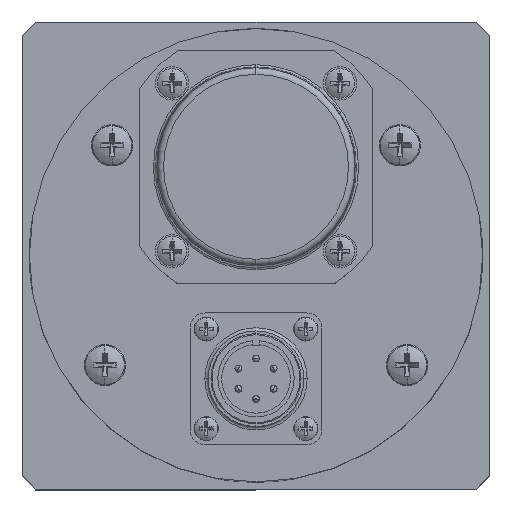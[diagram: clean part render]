
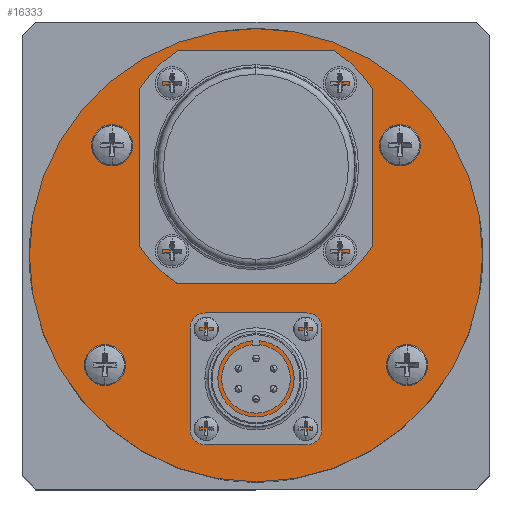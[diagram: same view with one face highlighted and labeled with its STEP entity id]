
A CAD part, top view. The second image highlights one B-rep face of the part: STEP entity #16333.
In plain terms, the highlighted planar face has unit normal (0, 0, 1).
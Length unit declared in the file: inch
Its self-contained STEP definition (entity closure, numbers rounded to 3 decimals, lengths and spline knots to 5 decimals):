
#10892 = CARTESIAN_POINT ( 'NONE',  ( -2.0625, 0., 6.53 ) ) ;
#10893 = CARTESIAN_POINT ( 'NONE',  ( 0., 0., 6.53 ) ) ;
#10895 = DIRECTION ( 'NONE',  ( 1., 0., 0. ) ) ;
#10896 = DIRECTION ( 'NONE',  ( 0., 0., 1. ) ) ;
#10897 = AXIS2_PLACEMENT_3D ( 'NONE', #10893, #10896, #10895 ) ;
#10898 = CIRCLE ( 'NONE', #10897, 2.0625 ) ;
#10963 = CARTESIAN_POINT ( 'NONE',  ( 2.0625, 0., 6.53 ) ) ;
#15793 = EDGE_CURVE ( 'NONE', #15800, #15794, #10898, .T. ) ;
#15794 = VERTEX_POINT ( 'NONE', #10892 ) ;
#15800 = VERTEX_POINT ( 'NONE', #10963 ) ;
#16243 = ORIENTED_EDGE ( 'NONE', *, *, #16244, .F. ) ;
#16244 = EDGE_CURVE ( 'NONE', #16245, #16246, #17495, .T. ) ;
#16245 = VERTEX_POINT ( 'NONE', #17490 ) ;
#16246 = VERTEX_POINT ( 'NONE', #17489 ) ;
#16247 = ORIENTED_EDGE ( 'NONE', *, *, #16248, .F. ) ;
#16248 = EDGE_CURVE ( 'NONE', #16246, #16245, #17487, .T. ) ;
#16249 = EDGE_LOOP ( 'NONE', ( #16250, #16254 ) ) ;
#16250 = ORIENTED_EDGE ( 'NONE', *, *, #16251, .F. ) ;
#16251 = EDGE_CURVE ( 'NONE', #16252, #16253, #17482, .T. ) ;
#16252 = VERTEX_POINT ( 'NONE', #17477 ) ;
#16253 = VERTEX_POINT ( 'NONE', #17476 ) ;
#16254 = ORIENTED_EDGE ( 'NONE', *, *, #16255, .F. ) ;
#16255 = EDGE_CURVE ( 'NONE', #16253, #16252, #17474, .T. ) ;
#16256 = EDGE_LOOP ( 'NONE', ( #16257, #16521 ) ) ;
#16257 = ORIENTED_EDGE ( 'NONE', *, *, #16520, .T. ) ;
#16266 = EDGE_CURVE ( 'NONE', #16276, #16267, #17736, .T. ) ;
#16267 = VERTEX_POINT ( 'NONE', #17583 ) ;
#16268 = ORIENTED_EDGE ( 'NONE', *, *, #16269, .F. ) ;
#16269 = EDGE_CURVE ( 'NONE', #16267, #16276, #17581, .T. ) ;
#16270 = EDGE_LOOP ( 'NONE', ( #16243, #16247 ) ) ;
#16273 = ORIENTED_EDGE ( 'NONE', *, *, #16274, .F. ) ;
#16274 = EDGE_CURVE ( 'NONE', #16518, #16517, #17526, .T. ) ;
#16275 = ORIENTED_EDGE ( 'NONE', *, *, #16266, .F. ) ;
#16276 = VERTEX_POINT ( 'NONE', #17521 ) ;
#16332 = EDGE_LOOP ( 'NONE', ( #16334, #16505 ) ) ;
#16333 = ADVANCED_FACE ( 'NONE', ( #17757, #17756, #17755, #17754, #17753, #17752, #17751 ), #17826, .T. ) ;
#16334 = ORIENTED_EDGE ( 'NONE', *, *, #16335, .F. ) ;
#16335 = EDGE_CURVE ( 'NONE', #16336, #16337, #17820, .T. ) ;
#16336 = VERTEX_POINT ( 'NONE', #17816 ) ;
#16337 = VERTEX_POINT ( 'NONE', #17815 ) ;
#16505 = ORIENTED_EDGE ( 'NONE', *, *, #16506, .F. ) ;
#16506 = EDGE_CURVE ( 'NONE', #16337, #16336, #18346, .T. ) ;
#16507 = EDGE_LOOP ( 'NONE', ( #16508, #16512 ) ) ;
#16508 = ORIENTED_EDGE ( 'NONE', *, *, #16509, .F. ) ;
#16509 = EDGE_CURVE ( 'NONE', #16510, #16511, #18341, .T. ) ;
#16510 = VERTEX_POINT ( 'NONE', #18335 ) ;
#16511 = VERTEX_POINT ( 'NONE', #18334 ) ;
#16512 = ORIENTED_EDGE ( 'NONE', *, *, #16513, .F. ) ;
#16513 = EDGE_CURVE ( 'NONE', #16511, #16510, #18332, .T. ) ;
#16514 = EDGE_LOOP ( 'NONE', ( #16515, #16273 ) ) ;
#16515 = ORIENTED_EDGE ( 'NONE', *, *, #16516, .F. ) ;
#16516 = EDGE_CURVE ( 'NONE', #16517, #16518, #18324, .T. ) ;
#16517 = VERTEX_POINT ( 'NONE', #18320 ) ;
#16518 = VERTEX_POINT ( 'NONE', #18319 ) ;
#16519 = EDGE_LOOP ( 'NONE', ( #16275, #16268 ) ) ;
#16520 = EDGE_CURVE ( 'NONE', #15794, #15800, #18317, .T. ) ;
#16521 = ORIENTED_EDGE ( 'NONE', *, *, #15793, .T. ) ;
#17470 = DIRECTION ( 'NONE',  ( 1., 0., 0. ) ) ;
#17471 = DIRECTION ( 'NONE',  ( 0., 0., 1. ) ) ;
#17472 = CARTESIAN_POINT ( 'NONE',  ( 1.375, -1., 6.53 ) ) ;
#17473 = AXIS2_PLACEMENT_3D ( 'NONE', #17472, #17471, #17470 ) ;
#17474 = CIRCLE ( 'NONE', #17473, 0.1875 ) ;
#17476 = CARTESIAN_POINT ( 'NONE',  ( 1.1875, -1., 6.53 ) ) ;
#17477 = CARTESIAN_POINT ( 'NONE',  ( 1.5625, -1., 6.53 ) ) ;
#17478 = DIRECTION ( 'NONE',  ( 1., 0., 0. ) ) ;
#17479 = DIRECTION ( 'NONE',  ( 0., 0., 1. ) ) ;
#17481 = AXIS2_PLACEMENT_3D ( 'NONE', #17488, #17479, #17478 ) ;
#17482 = CIRCLE ( 'NONE', #17481, 0.1875 ) ;
#17483 = DIRECTION ( 'NONE',  ( 1., 0., 0. ) ) ;
#17484 = DIRECTION ( 'NONE',  ( 0., 0., 1. ) ) ;
#17485 = CARTESIAN_POINT ( 'NONE',  ( 1.31, 1., 6.53 ) ) ;
#17486 = AXIS2_PLACEMENT_3D ( 'NONE', #17485, #17484, #17483 ) ;
#17487 = CIRCLE ( 'NONE', #17486, 0.1875 ) ;
#17488 = CARTESIAN_POINT ( 'NONE',  ( 1.375, -1., 6.53 ) ) ;
#17489 = CARTESIAN_POINT ( 'NONE',  ( 1.1225, 1., 6.53 ) ) ;
#17490 = CARTESIAN_POINT ( 'NONE',  ( 1.4975, 1., 6.53 ) ) ;
#17491 = DIRECTION ( 'NONE',  ( 1., 0., 0. ) ) ;
#17492 = DIRECTION ( 'NONE',  ( 0., 0., 1. ) ) ;
#17493 = CARTESIAN_POINT ( 'NONE',  ( 1.31, 1., 6.53 ) ) ;
#17494 = AXIS2_PLACEMENT_3D ( 'NONE', #17493, #17492, #17491 ) ;
#17495 = CIRCLE ( 'NONE', #17494, 0.1875 ) ;
#17521 = CARTESIAN_POINT ( 'NONE',  ( -1.1225, 1., 6.53 ) ) ;
#17522 = DIRECTION ( 'NONE',  ( 1., 0., 0. ) ) ;
#17523 = DIRECTION ( 'NONE',  ( 0., 0., 1. ) ) ;
#17524 = CARTESIAN_POINT ( 'NONE',  ( -1.375, -1., 6.53 ) ) ;
#17525 = AXIS2_PLACEMENT_3D ( 'NONE', #17524, #17523, #17522 ) ;
#17526 = CIRCLE ( 'NONE', #17525, 0.1875 ) ;
#17577 = DIRECTION ( 'NONE',  ( 1., 0., 0. ) ) ;
#17578 = DIRECTION ( 'NONE',  ( 0., 0., 1. ) ) ;
#17579 = CARTESIAN_POINT ( 'NONE',  ( -1.31, 1., 6.53 ) ) ;
#17580 = AXIS2_PLACEMENT_3D ( 'NONE', #17579, #17578, #17577 ) ;
#17581 = CIRCLE ( 'NONE', #17580, 0.1875 ) ;
#17583 = CARTESIAN_POINT ( 'NONE',  ( -1.4975, 1., 6.53 ) ) ;
#17584 = DIRECTION ( 'NONE',  ( 1., 0., 0. ) ) ;
#17585 = DIRECTION ( 'NONE',  ( 0., 0., 1. ) ) ;
#17586 = CARTESIAN_POINT ( 'NONE',  ( -1.31, 1., 6.53 ) ) ;
#17587 = AXIS2_PLACEMENT_3D ( 'NONE', #17586, #17585, #17584 ) ;
#17736 = CIRCLE ( 'NONE', #17587, 0.1875 ) ;
#17751 = FACE_OUTER_BOUND ( 'NONE', #16256, .T. ) ;
#17752 = FACE_BOUND ( 'NONE', #16249, .T. ) ;
#17753 = FACE_BOUND ( 'NONE', #16270, .T. ) ;
#17754 = FACE_BOUND ( 'NONE', #16519, .T. ) ;
#17755 = FACE_BOUND ( 'NONE', #16514, .T. ) ;
#17756 = FACE_BOUND ( 'NONE', #16507, .T. ) ;
#17757 = FACE_BOUND ( 'NONE', #16332, .T. ) ;
#17815 = CARTESIAN_POINT ( 'NONE',  ( -0.3125, -1.125, 6.53 ) ) ;
#17816 = CARTESIAN_POINT ( 'NONE',  ( 0.3125, -1.125, 6.53 ) ) ;
#17817 = DIRECTION ( 'NONE',  ( 1., 0., 0. ) ) ;
#17818 = DIRECTION ( 'NONE',  ( 0., 0., 1. ) ) ;
#17819 = AXIS2_PLACEMENT_3D ( 'NONE', #17825, #17818, #17817 ) ;
#17820 = CIRCLE ( 'NONE', #17819, 0.3125 ) ;
#17821 = DIRECTION ( 'NONE',  ( 1., 0., 0. ) ) ;
#17822 = DIRECTION ( 'NONE',  ( 0., 0., 1. ) ) ;
#17823 = CARTESIAN_POINT ( 'NONE',  ( 0., 0., 6.53 ) ) ;
#17824 = AXIS2_PLACEMENT_3D ( 'NONE', #17823, #17822, #17821 ) ;
#17825 = CARTESIAN_POINT ( 'NONE',  ( 0., -1.125, 6.53 ) ) ;
#17826 = PLANE ( 'NONE',  #17824 ) ;
#18313 = DIRECTION ( 'NONE',  ( 1., 0., 0. ) ) ;
#18314 = DIRECTION ( 'NONE',  ( 0., 0., 1. ) ) ;
#18315 = CARTESIAN_POINT ( 'NONE',  ( 0., 0., 6.53 ) ) ;
#18316 = AXIS2_PLACEMENT_3D ( 'NONE', #18315, #18314, #18313 ) ;
#18317 = CIRCLE ( 'NONE', #18316, 2.0625 ) ;
#18319 = CARTESIAN_POINT ( 'NONE',  ( -1.5625, -1., 6.53 ) ) ;
#18320 = CARTESIAN_POINT ( 'NONE',  ( -1.1875, -1., 6.53 ) ) ;
#18321 = DIRECTION ( 'NONE',  ( 1., 0., 0. ) ) ;
#18322 = DIRECTION ( 'NONE',  ( 0., 0., 1. ) ) ;
#18323 = AXIS2_PLACEMENT_3D ( 'NONE', #18333, #18322, #18321 ) ;
#18324 = CIRCLE ( 'NONE', #18323, 0.1875 ) ;
#18326 = DIRECTION ( 'NONE',  ( 1., 0., 0. ) ) ;
#18328 = DIRECTION ( 'NONE',  ( 0., 0., 1. ) ) ;
#18329 = CARTESIAN_POINT ( 'NONE',  ( 0., 0.8, 6.53 ) ) ;
#18331 = AXIS2_PLACEMENT_3D ( 'NONE', #18329, #18328, #18326 ) ;
#18332 = CIRCLE ( 'NONE', #18331, 0.125 ) ;
#18333 = CARTESIAN_POINT ( 'NONE',  ( -1.375, -1., 6.53 ) ) ;
#18334 = CARTESIAN_POINT ( 'NONE',  ( -0.125, 0.8, 6.53 ) ) ;
#18335 = CARTESIAN_POINT ( 'NONE',  ( 0.125, 0.8, 6.53 ) ) ;
#18336 = DIRECTION ( 'NONE',  ( 1., 0., 0. ) ) ;
#18338 = DIRECTION ( 'NONE',  ( 0., 0., 1. ) ) ;
#18339 = CARTESIAN_POINT ( 'NONE',  ( 0., 0.8, 6.53 ) ) ;
#18340 = AXIS2_PLACEMENT_3D ( 'NONE', #18339, #18338, #18336 ) ;
#18341 = CIRCLE ( 'NONE', #18340, 0.125 ) ;
#18342 = DIRECTION ( 'NONE',  ( 1., 0., 0. ) ) ;
#18343 = DIRECTION ( 'NONE',  ( 0., 0., 1. ) ) ;
#18344 = CARTESIAN_POINT ( 'NONE',  ( 0., -1.125, 6.53 ) ) ;
#18345 = AXIS2_PLACEMENT_3D ( 'NONE', #18344, #18343, #18342 ) ;
#18346 = CIRCLE ( 'NONE', #18345, 0.3125 ) ;
